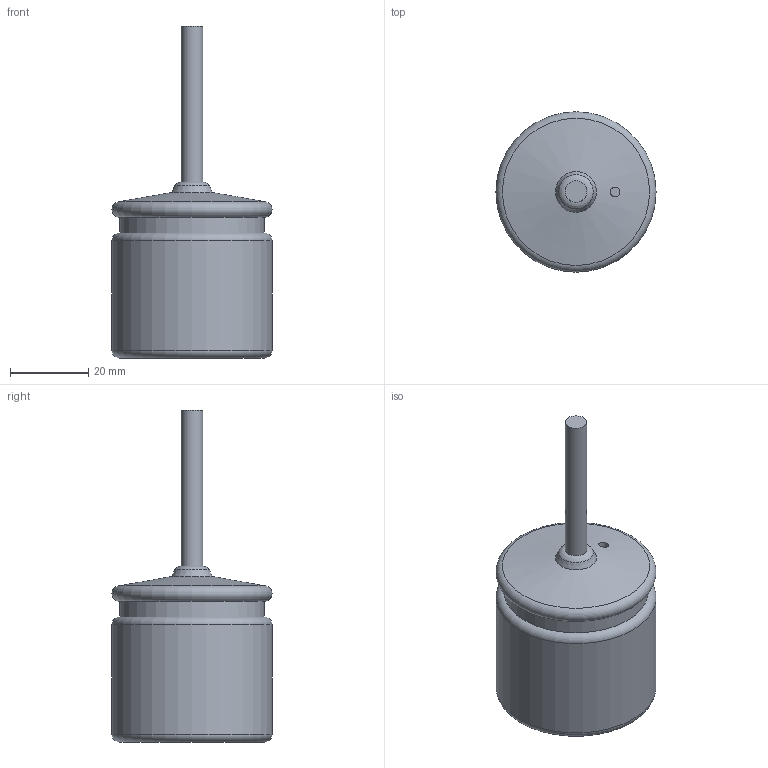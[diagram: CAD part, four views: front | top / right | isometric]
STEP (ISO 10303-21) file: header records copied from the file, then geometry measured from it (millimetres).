
FILE_DESCRIPTION(/* description */ (''),/* implementation_level */ '2;1');
FILE_NAME(/* name */ 'uWave.step',/* time_stamp */ '2022-10-29T13:42:15+04:00',/* author */ (''),/* organization */ (''),/* preprocessor_version */ 'ST-DEVELOPER v19.2',/* originating_system */ 'Autodesk Translation Framework v11.17.0.187',/* authorisation */ '');
FILE_SCHEMA (('AUTOMOTIVE_DESIGN { 1 0 10303 214 3 1 1 }'));
Length unit declared in the file: millimetre
Products named in the file (1): Untitled
Bounding box: 41 x 41 x 85 mm (x, y, z)
Volume: 53659.7 mm3; surface area: 8581.9 mm2
Topology: 1 solids, 1 shells, 13 faces, 26 edges, 15 vertices
Faces by surface type: cylinder 4, torus 4, plane 3, cone 2
Full cylindrical faces by diameter (mm): 2.5 x1, 5.5 x1, 37 x1, 41 x1
Entity records: 422 total; most frequent: CARTESIAN_POINT 97, DIRECTION 65, ORIENTED_EDGE 52, AXIS2_PLACEMENT_3D 29, EDGE_CURVE 26, CIRCLE 15, VERTEX_POINT 15, FACE_OUTER_BOUND 13
